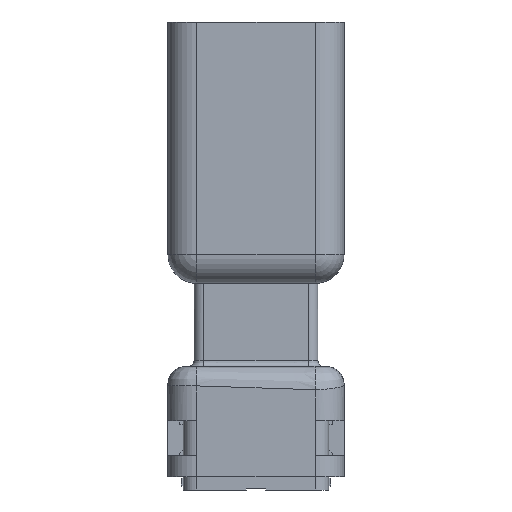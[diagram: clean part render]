
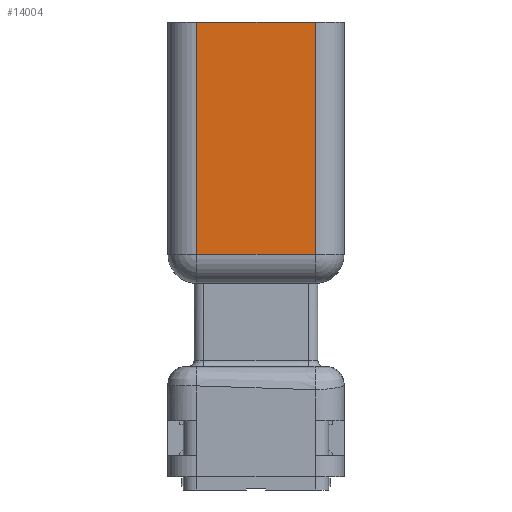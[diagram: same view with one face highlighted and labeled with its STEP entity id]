
A CAD part, front view. The second image highlights one B-rep face of the part: STEP entity #14004.
In plain terms, the highlighted planar face has unit normal (0, -1, 0).
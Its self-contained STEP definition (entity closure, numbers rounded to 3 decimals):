
#14 = DIRECTION ( 'NONE',  ( 0., 0., -1. ) ) ;
#546 = CARTESIAN_POINT ( 'NONE',  ( 3.05, -3.955, 13.5 ) ) ;
#906 = CARTESIAN_POINT ( 'NONE',  ( -3.05, -3.955, 13.5 ) ) ;
#990 = DIRECTION ( 'NONE',  ( 1., 0., 0. ) ) ;
#1487 = VECTOR ( 'NONE', #14, 1000. ) ;
#1737 = ORIENTED_EDGE ( 'NONE', *, *, #9305, .F. ) ;
#1815 = ORIENTED_EDGE ( 'NONE', *, *, #16258, .T. ) ;
#2294 = AXIS2_PLACEMENT_3D ( 'NONE', #16727, #3842, #15024 ) ;
#3842 = DIRECTION ( 'NONE',  ( 0., 1., 0. ) ) ;
#4127 = LINE ( 'NONE', #8170, #17950 ) ;
#4911 = ORIENTED_EDGE ( 'NONE', *, *, #6738, .F. ) ;
#5957 = LINE ( 'NONE', #13284, #1487 ) ;
#6666 = CARTESIAN_POINT ( 'NONE',  ( -3.05, -3.955, 1.5 ) ) ;
#6738 = EDGE_CURVE ( 'NONE', #9522, #8144, #9409, .T. ) ;
#7268 = EDGE_LOOP ( 'NONE', ( #16602, #1815, #4911, #1737 ) ) ;
#8038 = VERTEX_POINT ( 'NONE', #906 ) ;
#8080 = VERTEX_POINT ( 'NONE', #6666 ) ;
#8144 = VERTEX_POINT ( 'NONE', #9496 ) ;
#8170 = CARTESIAN_POINT ( 'NONE',  ( -3.05, -3.955, 13.5 ) ) ;
#9126 = LINE ( 'NONE', #13254, #11682 ) ;
#9305 = EDGE_CURVE ( 'NONE', #8038, #9522, #4127, .T. ) ;
#9379 = CARTESIAN_POINT ( 'NONE',  ( 3.05, -3.955, 13.5 ) ) ;
#9409 = LINE ( 'NONE', #546, #14893 ) ;
#9496 = CARTESIAN_POINT ( 'NONE',  ( 3.05, -3.955, 1.5 ) ) ;
#9509 = DIRECTION ( 'NONE',  ( 0., 0., -1. ) ) ;
#9522 = VERTEX_POINT ( 'NONE', #9379 ) ;
#9873 = DIRECTION ( 'NONE',  ( 1., 0., 0. ) ) ;
#11682 = VECTOR ( 'NONE', #990, 1000. ) ;
#13254 = CARTESIAN_POINT ( 'NONE',  ( -3.05, -3.955, 1.5 ) ) ;
#13284 = CARTESIAN_POINT ( 'NONE',  ( -3.05, -3.955, 13.5 ) ) ;
#13814 = FACE_OUTER_BOUND ( 'NONE', #7268, .T. ) ;
#14004 = ADVANCED_FACE ( 'NONE', ( #13814 ), #15308, .F. ) ;
#14893 = VECTOR ( 'NONE', #9509, 1000. ) ;
#15024 = DIRECTION ( 'NONE',  ( 0., 0., 1. ) ) ;
#15308 = PLANE ( 'NONE',  #2294 ) ;
#16258 = EDGE_CURVE ( 'NONE', #8080, #8144, #9126, .T. ) ;
#16602 = ORIENTED_EDGE ( 'NONE', *, *, #16861, .T. ) ;
#16727 = CARTESIAN_POINT ( 'NONE',  ( -3.05, -3.955, 13.5 ) ) ;
#16861 = EDGE_CURVE ( 'NONE', #8038, #8080, #5957, .T. ) ;
#17950 = VECTOR ( 'NONE', #9873, 1000. ) ;
